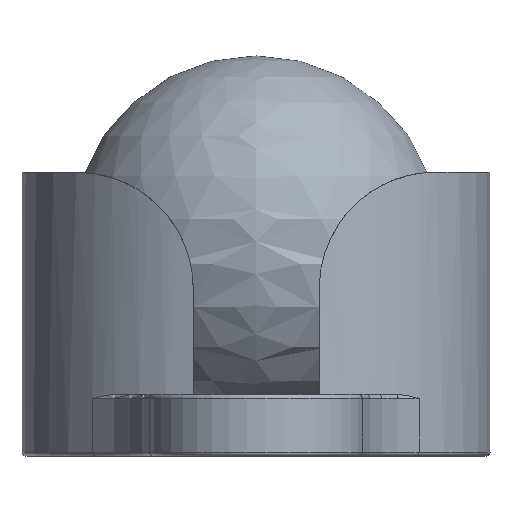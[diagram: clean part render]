
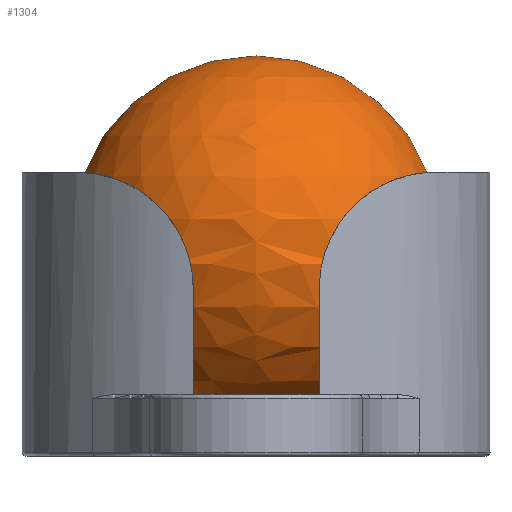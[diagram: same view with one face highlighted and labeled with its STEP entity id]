
A CAD part, left-side view. The second image highlights one B-rep face of the part: STEP entity #1304.
In plain terms, the highlighted spherical face has radius 4.763 mm.
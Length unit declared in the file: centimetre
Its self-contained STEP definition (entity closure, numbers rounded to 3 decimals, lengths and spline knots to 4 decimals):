
#317=FACE_OUTER_BOUND('',#397,.T.);
#397=EDGE_LOOP('',(#488,#489));
#488=ORIENTED_EDGE('',*,*,#896,.T.);
#489=ORIENTED_EDGE('',*,*,#896,.F.);
#896=EDGE_CURVE('',#1100,#1101,#1233,.T.);
#1100=VERTEX_POINT('',#1916);
#1101=VERTEX_POINT('',#1917);
#1233=CIRCLE('',#1402,0.4763);
#1303=SPHERICAL_SURFACE('',#1401,0.4763);
#1304=ADVANCED_FACE('',(#317),#1303,.T.);
#1401=AXIS2_PLACEMENT_3D('',#1914,#1551,#1552);
#1402=AXIS2_PLACEMENT_3D('',#1915,#1553,#1554);
#1551=DIRECTION('center_axis',(0.,0.,1.));
#1552=DIRECTION('ref_axis',(1.,0.,0.));
#1553=DIRECTION('center_axis',(0.,1.,0.));
#1554=DIRECTION('ref_axis',(0.,0.,-1.));
#1914=CARTESIAN_POINT('Origin',(0.,0.,0.55));
#1915=CARTESIAN_POINT('Origin',(0.,0.,0.55));
#1916=CARTESIAN_POINT('',(0.,0.,0.0738));
#1917=CARTESIAN_POINT('',(0.,0.,1.0263));
